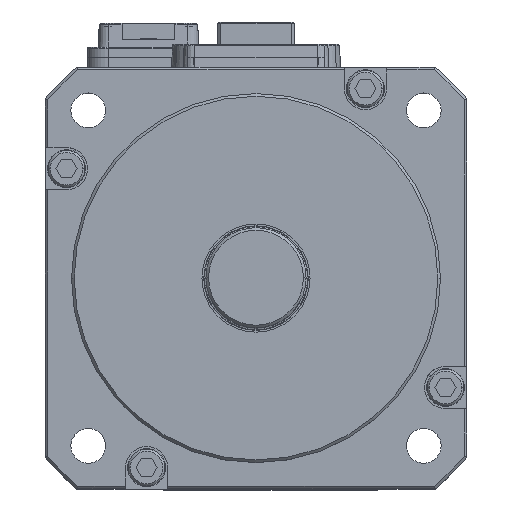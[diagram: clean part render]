
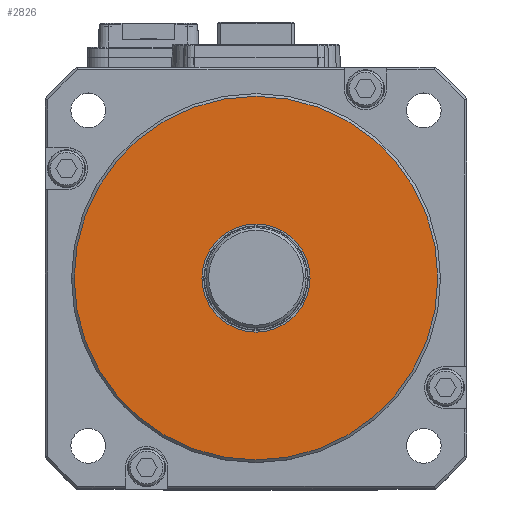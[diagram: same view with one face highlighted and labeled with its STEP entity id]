
A CAD part, top view. The second image highlights one B-rep face of the part: STEP entity #2826.
In plain terms, the highlighted planar face has unit normal (0, 0, 1).
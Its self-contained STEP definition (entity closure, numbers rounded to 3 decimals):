
#1263 = AXIS2_PLACEMENT_3D ( 'NONE', #65656, #65577, #65587 ) ;
#2826 = ADVANCED_FACE ( 'NONE', ( #65555, #65550 ), #65512, .T. ) ;
#32038 = CARTESIAN_POINT ( 'NONE',  ( -34.5, 0., 50.5 ) ) ;
#32074 = CARTESIAN_POINT ( 'NONE',  ( 10.25, 0., 50.5 ) ) ;
#32120 = CARTESIAN_POINT ( 'NONE',  ( -10.25, 0., 50.5 ) ) ;
#32148 = CARTESIAN_POINT ( 'NONE',  ( 34.5, 0., 50.5 ) ) ;
#35913 = EDGE_CURVE ( 'NONE', #88153, #88221, #80983, .T. ) ;
#35937 = EDGE_CURVE ( 'NONE', #88142, #88179, #80943, .T. ) ;
#51906 = CIRCLE ( 'NONE', #51939, 34.5 ) ;
#51939 = AXIS2_PLACEMENT_3D ( 'NONE', #66428, #66436, #66437 ) ;
#52133 = CIRCLE ( 'NONE', #52137, 10.25 ) ;
#52137 = AXIS2_PLACEMENT_3D ( 'NONE', #66457, #66439, #66462 ) ;
#61478 = EDGE_CURVE ( 'NONE', #88221, #88153, #51906, .T. ) ;
#61481 = EDGE_CURVE ( 'NONE', #88179, #88142, #52133, .T. ) ;
#65512 = PLANE ( 'NONE',  #1263 ) ;
#65550 = FACE_BOUND ( 'NONE', #84930, .T. ) ;
#65555 = FACE_OUTER_BOUND ( 'NONE', #84917, .T. ) ;
#65577 = DIRECTION ( 'NONE',  ( 0., 0., 1. ) ) ;
#65587 = DIRECTION ( 'NONE',  ( 1., 0., 0. ) ) ;
#65656 = CARTESIAN_POINT ( 'NONE',  ( 0., 0., 50.5 ) ) ;
#66428 = CARTESIAN_POINT ( 'NONE',  ( 0., 0., 50.5 ) ) ;
#66436 = DIRECTION ( 'NONE',  ( 0., 0., 1. ) ) ;
#66437 = DIRECTION ( 'NONE',  ( 1., 0., 0. ) ) ;
#66439 = DIRECTION ( 'NONE',  ( 0., 0., 1. ) ) ;
#66457 = CARTESIAN_POINT ( 'NONE',  ( 0., 0., 50.5 ) ) ;
#66462 = DIRECTION ( 'NONE',  ( 1., 0., 0. ) ) ;
#70603 = ORIENTED_EDGE ( 'NONE', *, *, #35913, .T. ) ;
#70607 = ORIENTED_EDGE ( 'NONE', *, *, #61478, .T. ) ;
#70647 = ORIENTED_EDGE ( 'NONE', *, *, #61481, .F. ) ;
#70702 = ORIENTED_EDGE ( 'NONE', *, *, #35937, .F. ) ;
#80943 = CIRCLE ( 'NONE', #80945, 10.25 ) ;
#80945 = AXIS2_PLACEMENT_3D ( 'NONE', #82184, #82192, #82191 ) ;
#80947 = AXIS2_PLACEMENT_3D ( 'NONE', #82144, #82143, #82147 ) ;
#80983 = CIRCLE ( 'NONE', #80947, 34.5 ) ;
#82143 = DIRECTION ( 'NONE',  ( 0., 0., 1. ) ) ;
#82144 = CARTESIAN_POINT ( 'NONE',  ( 0., 0., 50.5 ) ) ;
#82147 = DIRECTION ( 'NONE',  ( 1., 0., 0. ) ) ;
#82184 = CARTESIAN_POINT ( 'NONE',  ( 0., 0., 50.5 ) ) ;
#82191 = DIRECTION ( 'NONE',  ( 1., 0., 0. ) ) ;
#82192 = DIRECTION ( 'NONE',  ( 0., 0., 1. ) ) ;
#84917 = EDGE_LOOP ( 'NONE', ( #70603, #70607 ) ) ;
#84930 = EDGE_LOOP ( 'NONE', ( #70647, #70702 ) ) ;
#88142 = VERTEX_POINT ( 'NONE', #32074 ) ;
#88153 = VERTEX_POINT ( 'NONE', #32038 ) ;
#88179 = VERTEX_POINT ( 'NONE', #32120 ) ;
#88221 = VERTEX_POINT ( 'NONE', #32148 ) ;
